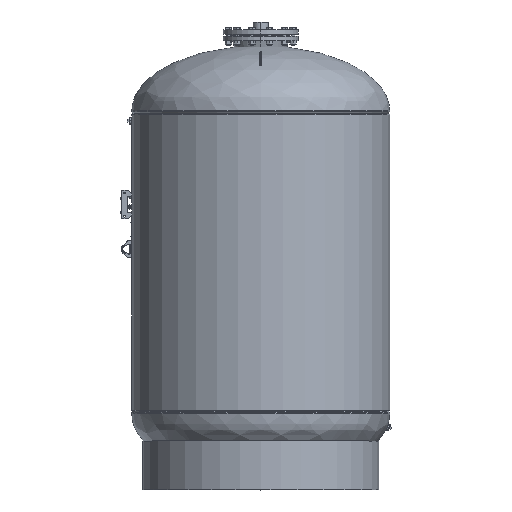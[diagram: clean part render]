
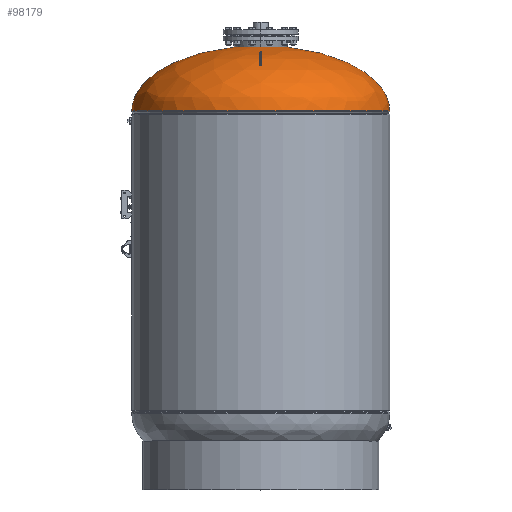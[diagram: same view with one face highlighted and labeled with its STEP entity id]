
A CAD part, top view. The second image highlights one B-rep face of the part: STEP entity #98179.
In plain terms, the highlighted free-form (B-spline) face has degree [3, 3] with [4, 4] control points.
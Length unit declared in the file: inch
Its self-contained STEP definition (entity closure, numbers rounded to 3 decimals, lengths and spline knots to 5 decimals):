
#413 = CARTESIAN_POINT ( 'NONE',  ( -36., 9.80644, 0. ) ) ;
#3569 = CARTESIAN_POINT ( 'NONE',  ( 36., 9.80644, 0. ) ) ;
#3631 = CARTESIAN_POINT ( 'NONE',  ( -36., 0.8125, 0. ) ) ;
#3991 = ORIENTED_EDGE ( 'NONE', *, *, #64834, .F. ) ;
#6249 = CARTESIAN_POINT ( 'NONE',  ( -7.33954, 18.618, 0. ) ) ;
#6342 = EDGE_LOOP ( 'NONE', ( #3991, #89107, #67884, #14892 ) ) ;
#6662 = CARTESIAN_POINT ( 'NONE',  ( 36., 0.8125, 0. ) ) ;
#12309 = CARTESIAN_POINT ( 'NONE',  ( 36., 9.80644, 0. ) ) ;
#13300 = CARTESIAN_POINT ( 'NONE',  ( 24.76806, 16.78435, 0. ) ) ;
#14247 = DIRECTION ( 'NONE',  ( 1., 0., 0. ) ) ;
#14430 = CARTESIAN_POINT ( 'NONE',  ( 7.33954, 18.618, 0. ) ) ;
#14892 = ORIENTED_EDGE ( 'NONE', *, *, #18653, .F. ) ;
#17719 = CARTESIAN_POINT ( 'NONE',  ( -24.76806, 16.78435, 0. ) ) ;
#18217 = CARTESIAN_POINT ( 'NONE',  ( -36., 0.8125, 72. ) ) ;
#18653 = EDGE_CURVE ( 'NONE', #78298, #35493, #58015, .T. ) ;
#22850 = CARTESIAN_POINT ( 'NONE',  ( 0., 18.618, 0. ) ) ;
#23405 = CARTESIAN_POINT ( 'NONE',  ( 7.33954, 18.618, 0. ) ) ;
#24303 = CIRCLE ( 'NONE', #99370, 36. ) ;
#25169 = CARTESIAN_POINT ( 'NONE',  ( -36., 9.80644, 0. ) ) ;
#28920 = FACE_OUTER_BOUND ( 'NONE', #6342, .T. ) ;
#35493 = VERTEX_POINT ( 'NONE', #6662 ) ;
#35947 = CARTESIAN_POINT ( 'NONE',  ( -36., 0.8125, 0. ) ) ;
#37831 =( BOUNDED_SURFACE ( )  B_SPLINE_SURFACE ( 3, 3, ( 
 ( #90784, #105846, #74165, #38096 ),
 ( #63848, #47221, #99958, #96681 ),
 ( #12309, #38658, #105279, #413 ),
 ( #98812, #56391, #18217, #35947 ) ),
 .UNSPECIFIED., .F., .F., .F. ) 
 B_SPLINE_SURFACE_WITH_KNOTS ( ( 4, 4 ),
 ( 4, 4 ),
 ( 0., 1. ),
 ( 0., 1. ),
 .UNSPECIFIED. ) 
 GEOMETRIC_REPRESENTATION_ITEM ( )  RATIONAL_B_SPLINE_SURFACE ( (
 ( 1., 0.333, 0.333, 1.),
 ( 0.851, 0.284, 0.284, 0.851),
 ( 0.851, 0.284, 0.284, 0.851),
 ( 1., 0.333, 0.333, 1.) ) ) 
 REPRESENTATION_ITEM ( '' )  SURFACE ( )  );
#38096 = CARTESIAN_POINT ( 'NONE',  ( -7.33954, 18.618, 0. ) ) ;
#38658 = CARTESIAN_POINT ( 'NONE',  ( 36., 9.80644, 72. ) ) ;
#41539 = AXIS2_PLACEMENT_3D ( 'NONE', #22850, #74940, #14247 ) ;
#47221 = CARTESIAN_POINT ( 'NONE',  ( 24.76806, 16.78435, 49.53613 ) ) ;
#51470 = CARTESIAN_POINT ( 'NONE',  ( -36., 0.8125, 0. ) ) ;
#56391 = CARTESIAN_POINT ( 'NONE',  ( 36., 0.8125, 72. ) ) ;
#58015 =( BOUNDED_CURVE ( )  B_SPLINE_CURVE ( 3, ( #14430, #13300, #3569, #84255 ),
 .UNSPECIFIED., .F., .F. ) 
 B_SPLINE_CURVE_WITH_KNOTS ( ( 4, 4 ),
 ( 1.77611, 3.14159 ),
 .UNSPECIFIED. ) 
 CURVE ( )  GEOMETRIC_REPRESENTATION_ITEM ( )  RATIONAL_B_SPLINE_CURVE ( ( 1., 0.851, 0.851, 1. ) ) 
 REPRESENTATION_ITEM ( '' )  );
#63829 = VERTEX_POINT ( 'NONE', #6249 ) ;
#63848 = CARTESIAN_POINT ( 'NONE',  ( 24.76806, 16.78435, 0. ) ) ;
#64834 = EDGE_CURVE ( 'NONE', #63829, #78298, #79882, .T. ) ;
#67884 = ORIENTED_EDGE ( 'NONE', *, *, #85984, .F. ) ;
#68438 = DIRECTION ( 'NONE',  ( 1., 0., 0. ) ) ;
#74165 = CARTESIAN_POINT ( 'NONE',  ( -7.33954, 18.618, 14.67908 ) ) ;
#74940 = DIRECTION ( 'NONE',  ( 0., 1., 0. ) ) ;
#75658 = EDGE_CURVE ( 'NONE', #63829, #100355, #104375, .T. ) ;
#78298 = VERTEX_POINT ( 'NONE', #23405 ) ;
#79882 = CIRCLE ( 'NONE', #41539, 7.33954 ) ;
#84255 = CARTESIAN_POINT ( 'NONE',  ( 36., 0.8125, 0. ) ) ;
#85295 = CARTESIAN_POINT ( 'NONE',  ( -7.33954, 18.618, 0. ) ) ;
#85984 = EDGE_CURVE ( 'NONE', #35493, #100355, #24303, .T. ) ;
#89107 = ORIENTED_EDGE ( 'NONE', *, *, #75658, .T. ) ;
#90784 = CARTESIAN_POINT ( 'NONE',  ( 7.33954, 18.618, 0. ) ) ;
#96681 = CARTESIAN_POINT ( 'NONE',  ( -24.76806, 16.78435, 0. ) ) ;
#98179 = ADVANCED_FACE ( 'NONE', ( #28920 ), #37831, .F. ) ;
#98812 = CARTESIAN_POINT ( 'NONE',  ( 36., 0.8125, 0. ) ) ;
#99370 = AXIS2_PLACEMENT_3D ( 'NONE', #113137, #112010, #68438 ) ;
#99958 = CARTESIAN_POINT ( 'NONE',  ( -24.76806, 16.78435, 49.53613 ) ) ;
#100355 = VERTEX_POINT ( 'NONE', #3631 ) ;
#104375 =( BOUNDED_CURVE ( )  B_SPLINE_CURVE ( 3, ( #85295, #17719, #25169, #51470 ),
 .UNSPECIFIED., .F., .F. ) 
 B_SPLINE_CURVE_WITH_KNOTS ( ( 4, 4 ),
 ( 1.77611, 3.14159 ),
 .UNSPECIFIED. ) 
 CURVE ( )  GEOMETRIC_REPRESENTATION_ITEM ( )  RATIONAL_B_SPLINE_CURVE ( ( 1., 0.851, 0.851, 1. ) ) 
 REPRESENTATION_ITEM ( '' )  );
#105279 = CARTESIAN_POINT ( 'NONE',  ( -36., 9.80644, 72. ) ) ;
#105846 = CARTESIAN_POINT ( 'NONE',  ( 7.33954, 18.618, 14.67908 ) ) ;
#112010 = DIRECTION ( 'NONE',  ( 0., -1., 0. ) ) ;
#113137 = CARTESIAN_POINT ( 'NONE',  ( 0., 0.8125, 0. ) ) ;
